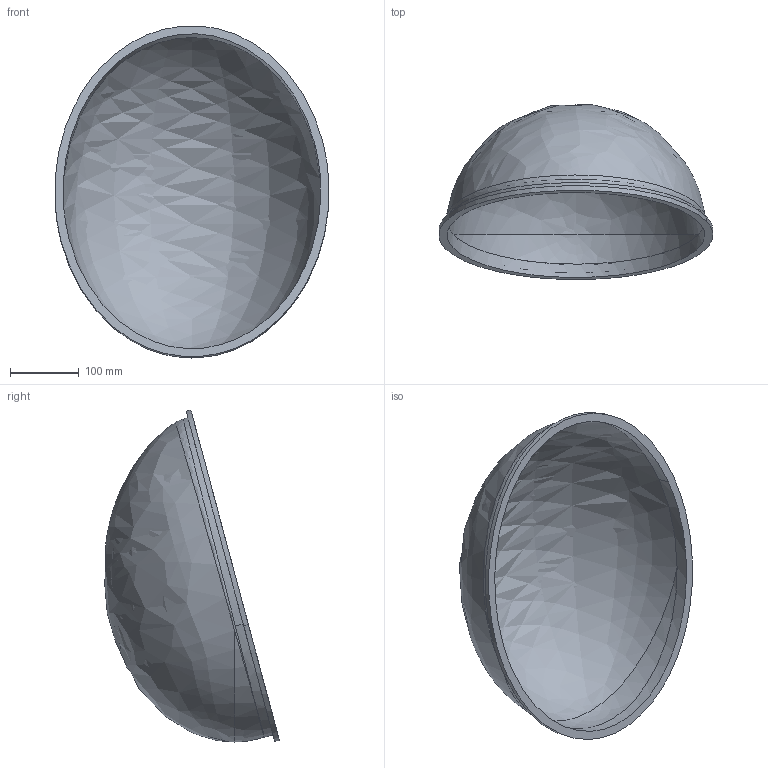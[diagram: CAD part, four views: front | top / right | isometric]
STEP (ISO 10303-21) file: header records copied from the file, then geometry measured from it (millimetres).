
FILE_DESCRIPTION (( 'STEP AP214' ), '1' );
FILE_NAME ('head_step.STEP', '2018-02-14T10:14:32', ( '' ), ( '' ), 'SwSTEP 2.0', 'SolidWorks 2016', '' );
FILE_SCHEMA (( 'AUTOMOTIVE_DESIGN' ));
Length unit declared in the file: millimetre
Products named in the file (1): head_step
Bounding box: 397.27 x 253.44 x 481.56 mm (x, y, z)
Volume: 633652.5 mm3; surface area: 568434.7 mm2
Topology: 1 solids, 1 shells, 14 faces, 40 edges, 26 vertices
Faces by surface type: bspline 12, plane 2
Entity records: 4404 total; most frequent: CARTESIAN_POINT 4101, ORIENTED_EDGE 72, EDGE_CURVE 36, B_SPLINE_CURVE_WITH_KNOTS 28, VERTEX_POINT 26, EDGE_LOOP 16, FACE_OUTER_BOUND 14, ADVANCED_FACE 14
